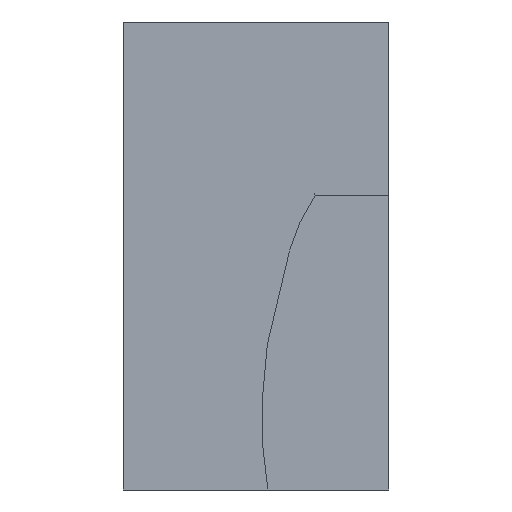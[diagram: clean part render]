
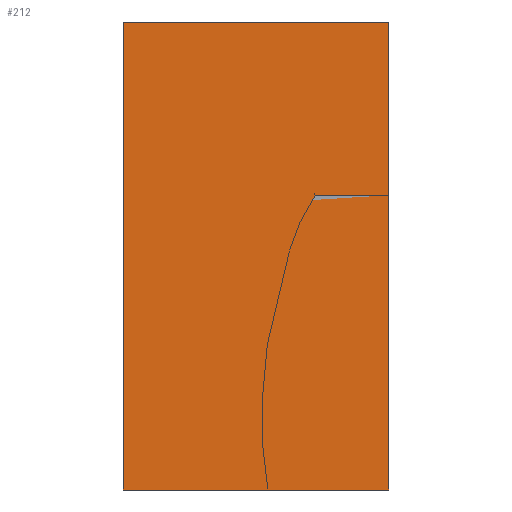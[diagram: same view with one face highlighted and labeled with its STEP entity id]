
A CAD part, front view. The second image highlights one B-rep face of the part: STEP entity #212.
In plain terms, the highlighted planar face has unit normal (0, -1, 0).
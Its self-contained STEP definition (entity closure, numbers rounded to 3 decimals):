
#30=LINE('',#1426,#52);
#31=LINE('',#1429,#53);
#32=LINE('',#1431,#54);
#33=LINE('',#1432,#55);
#52=VECTOR('',#273,10.);
#53=VECTOR('',#276,10.);
#54=VECTOR('',#277,10.);
#55=VECTOR('',#278,10.);
#68=PLANE('',#239);
#81=FACE_OUTER_BOUND('',#94,.T.);
#94=EDGE_LOOP('',(#183,#184,#185,#186));
#115=VERTEX_POINT('',#1420);
#117=VERTEX_POINT('',#1424);
#118=VERTEX_POINT('',#1428);
#119=VERTEX_POINT('',#1430);
#140=EDGE_CURVE('',#115,#117,#30,.T.);
#141=EDGE_CURVE('',#115,#118,#31,.T.);
#142=EDGE_CURVE('',#119,#117,#32,.T.);
#143=EDGE_CURVE('',#118,#119,#33,.T.);
#183=ORIENTED_EDGE('',*,*,#141,.F.);
#184=ORIENTED_EDGE('',*,*,#140,.T.);
#185=ORIENTED_EDGE('',*,*,#142,.F.);
#186=ORIENTED_EDGE('',*,*,#143,.F.);
#212=ADVANCED_FACE('',(#81),#68,.T.);
#239=AXIS2_PLACEMENT_3D('',#1427,#274,#275);
#273=DIRECTION('',(0.,0.,1.));
#274=DIRECTION('center_axis',(0.,-1.,0.));
#275=DIRECTION('ref_axis',(1.,0.,0.));
#276=DIRECTION('',(-1.,0.,0.));
#277=DIRECTION('',(1.,0.,0.));
#278=DIRECTION('',(0.,0.,1.));
#1420=CARTESIAN_POINT('',(-170.,-800.,0.));
#1424=CARTESIAN_POINT('',(-170.,-800.,440.));
#1426=CARTESIAN_POINT('',(-170.,-800.,0.));
#1427=CARTESIAN_POINT('Origin',(-420.,-800.,0.));
#1428=CARTESIAN_POINT('',(-420.,-800.,0.));
#1429=CARTESIAN_POINT('',(-170.,-800.,0.));
#1430=CARTESIAN_POINT('',(-420.,-800.,440.));
#1431=CARTESIAN_POINT('',(-170.,-800.,440.));
#1432=CARTESIAN_POINT('',(-420.,-800.,0.));
